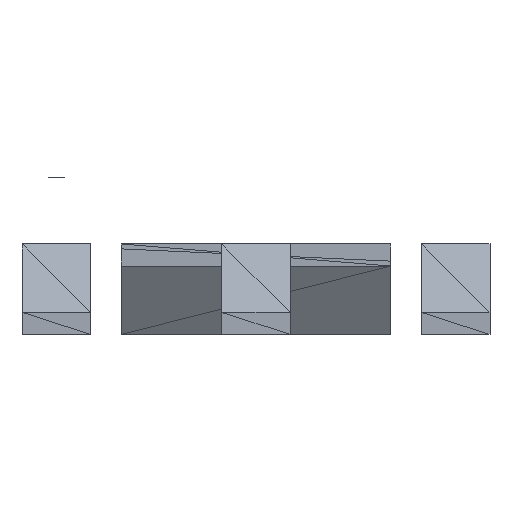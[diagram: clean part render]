
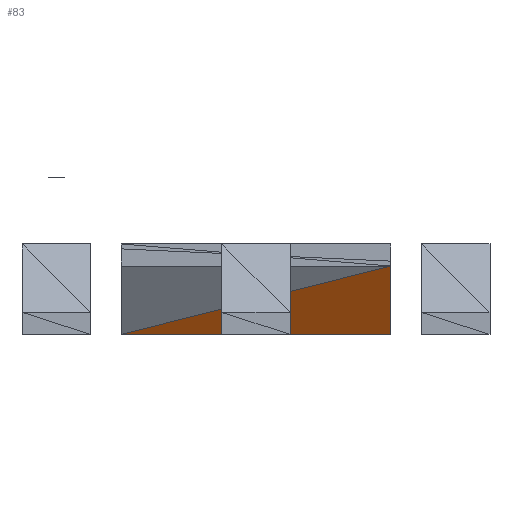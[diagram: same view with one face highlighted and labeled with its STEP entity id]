
A CAD part, left-side view. The second image highlights one B-rep face of the part: STEP entity #83.
In plain terms, the highlighted planar face has unit normal (-0.831, 0, -0.557).
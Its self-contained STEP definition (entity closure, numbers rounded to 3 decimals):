
#33 = VERTEX_POINT('',#34);
#34 = CARTESIAN_POINT('',(2.317,-1.549,0.787));
#43 = VERTEX_POINT('',#44);
#44 = CARTESIAN_POINT('',(2.845,-1.549,0.));
#50 = EDGE_CURVE('',#43,#33,#51,.T.);
#51 = LINE('',#52,#53);
#52 = CARTESIAN_POINT('',(2.845,-1.549,0.));
#53 = VECTOR('',#54,1.);
#54 = DIRECTION('',(-0.557,0.,0.831));
#83 = ADVANCED_FACE('',(#84),#101,.F.);
#84 = FACE_BOUND('',#85,.F.);
#85 = EDGE_LOOP('',(#86,#87,#95));
#86 = ORIENTED_EDGE('',*,*,#50,.F.);
#87 = ORIENTED_EDGE('',*,*,#88,.F.);
#88 = EDGE_CURVE('',#89,#43,#91,.T.);
#89 = VERTEX_POINT('',#90);
#90 = CARTESIAN_POINT('',(2.845,1.549,0.));
#91 = LINE('',#92,#93);
#92 = CARTESIAN_POINT('',(2.845,1.549,0.));
#93 = VECTOR('',#94,1.);
#94 = DIRECTION('',(0.,-1.,0.));
#95 = ORIENTED_EDGE('',*,*,#96,.F.);
#96 = EDGE_CURVE('',#33,#89,#97,.T.);
#97 = LINE('',#98,#99);
#98 = CARTESIAN_POINT('',(2.317,-1.549,0.787));
#99 = VECTOR('',#100,1.);
#100 = DIRECTION('',(0.163,0.956,-0.243));
#101 = PLANE('',#102);
#102 = AXIS2_PLACEMENT_3D('',#103,#104,#105);
#103 = CARTESIAN_POINT('',(2.845,-1.549,0.));
#104 = DIRECTION('',(0.831,0.,0.557));
#105 = DIRECTION('',(-0.163,-0.956,0.243));
